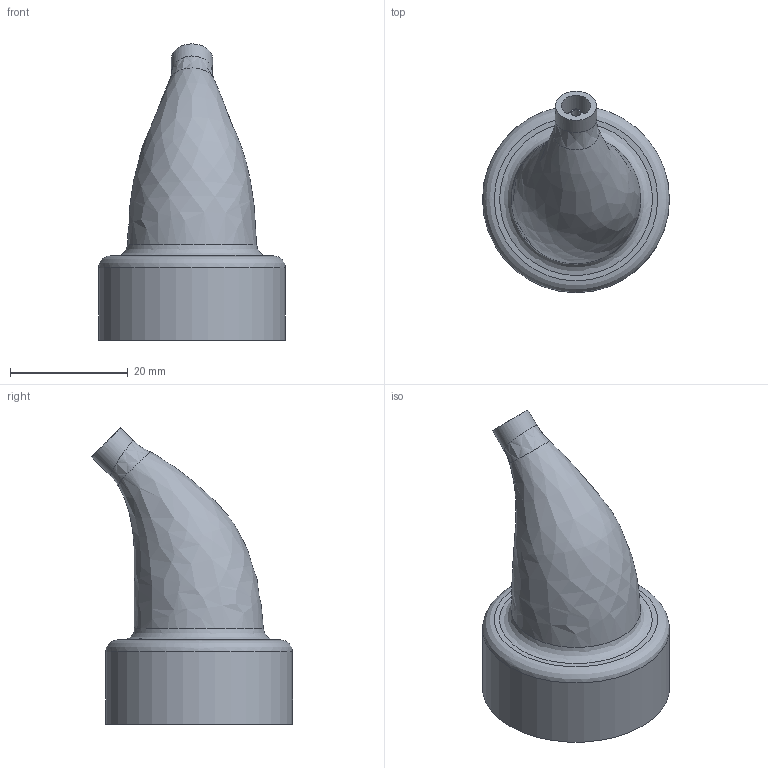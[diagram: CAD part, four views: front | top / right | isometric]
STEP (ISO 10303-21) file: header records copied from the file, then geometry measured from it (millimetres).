
FILE_DESCRIPTION(/* description */ (''),/* implementation_level */ '2;1');
FILE_NAME(/* name */ 'Small_Bottle_Adapter',/* time_stamp */ '2025-11-27T17:34:43+01:00',/* author */ (''),/* organization */ (''),/* preprocessor_version */ 'ST-DEVELOPER v19.2',/* originating_system */ 'Rhino 8.26',/* authorisation */ '');
FILE_SCHEMA (('CONFIG_CONTROL_DESIGN'));
Length unit declared in the file: millimetre
Products named in the file (1): Document
Bounding box: 31.8 x 34.2 x 50.41 mm (x, y, z)
Volume: 8919.4 mm3; surface area: 7401.2 mm2
Topology: 1 solids, 1 shells, 62 faces, 155 edges, 96 vertices
Faces by surface type: bspline 27, cylinder 25, plane 10
Full cylindrical faces by diameter (mm): 1.5 x1, 7 x1, 27.8 x4, 31.8 x1
Entity records: 4848 total; most frequent: CARTESIAN_POINT 3665, ORIENTED_EDGE 308, EDGE_CURVE 154, DIRECTION 107, VERTEX_POINT 96, AXIS2_PLACEMENT_3D 71, EDGE_LOOP 68, ADVANCED_FACE 62
